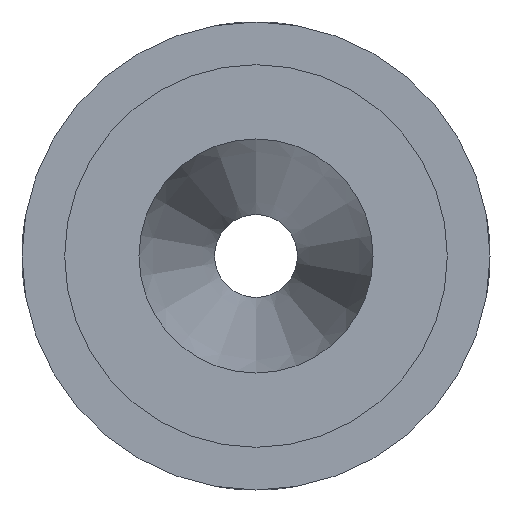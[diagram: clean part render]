
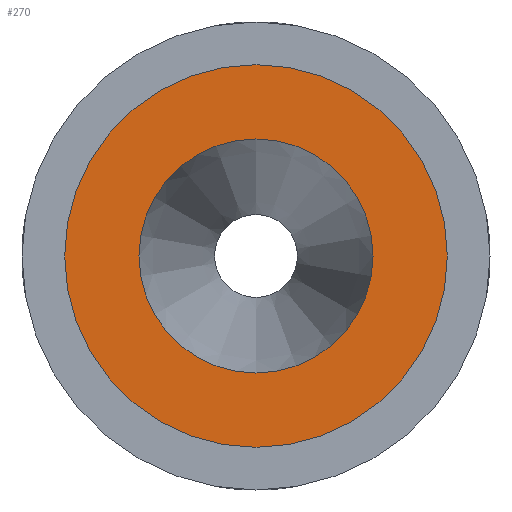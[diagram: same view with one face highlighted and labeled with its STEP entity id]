
A CAD part, front view. The second image highlights one B-rep face of the part: STEP entity #270.
In plain terms, the highlighted planar face has unit normal (0, -1, 0).
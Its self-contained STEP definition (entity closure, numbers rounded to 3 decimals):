
#25=FACE_BOUND('',#76,.T.);
#29=PLANE('',#312);
#51=FACE_OUTER_BOUND('',#75,.T.);
#75=EDGE_LOOP('',(#222));
#76=EDGE_LOOP('',(#223));
#123=CIRCLE('',#311,25.755);
#124=CIRCLE('',#313,15.755);
#143=VERTEX_POINT('',#590);
#144=VERTEX_POINT('',#594);
#171=EDGE_CURVE('',#143,#143,#123,.T.);
#173=EDGE_CURVE('',#144,#144,#124,.T.);
#222=ORIENTED_EDGE('',*,*,#171,.T.);
#223=ORIENTED_EDGE('',*,*,#173,.F.);
#270=ADVANCED_FACE('',(#51,#25),#29,.T.);
#311=AXIS2_PLACEMENT_3D('',#591,#371,#372);
#312=AXIS2_PLACEMENT_3D('',#593,#374,#375);
#313=AXIS2_PLACEMENT_3D('',#595,#376,#377);
#371=DIRECTION('center_axis',(0.,-1.,0.));
#372=DIRECTION('ref_axis',(1.,0.,0.));
#374=DIRECTION('center_axis',(0.,-1.,0.));
#375=DIRECTION('ref_axis',(0.,0.,-1.));
#376=DIRECTION('center_axis',(0.,-1.,0.));
#377=DIRECTION('ref_axis',(1.,0.,0.));
#590=CARTESIAN_POINT('',(0.,0.,25.755));
#591=CARTESIAN_POINT('Origin',(0.,0.,0.));
#593=CARTESIAN_POINT('Origin',(0.,0.,-15.755));
#594=CARTESIAN_POINT('',(0.,0.,15.755));
#595=CARTESIAN_POINT('Origin',(0.,0.,0.));
